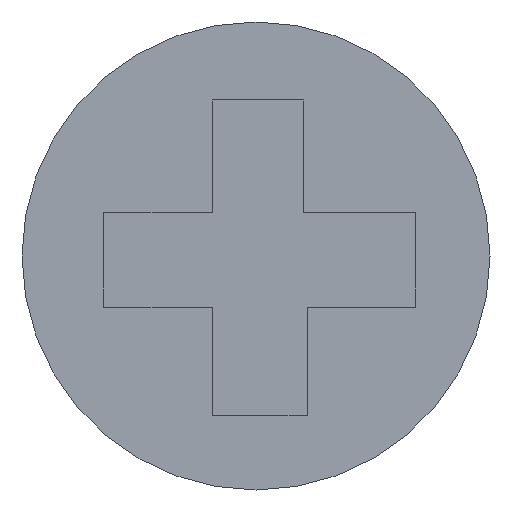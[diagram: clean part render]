
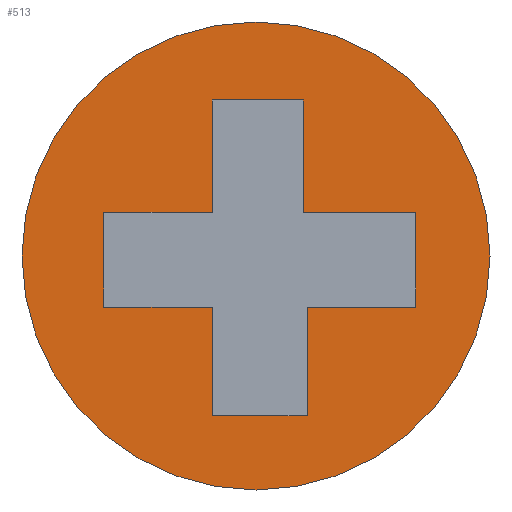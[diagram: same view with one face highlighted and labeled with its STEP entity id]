
A CAD part, front view. The second image highlights one B-rep face of the part: STEP entity #513.
In plain terms, the highlighted planar face has unit normal (0, -1, 0).
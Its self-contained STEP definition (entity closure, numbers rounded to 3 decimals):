
#166=CARTESIAN_POINT('POINT17',(0.371,-3.19,-3.975));
#167=VERTEX_POINT('VERTEX17',#166);
#168=CARTESIAN_POINT('POINT18',(0.371,-3.19,-3.885));
#169=VERTEX_POINT('VERTEX18',#168);
#170=CARTESIAN_POINT('POS20',(0.371,-3.19,-3.947));
#171=DIRECTION('DIR25',(0.,0.,1.));
#172=VECTOR('VEC15',#171,1.);
#173=LINE('STRAIGHT15',#170,#172);
#174=EDGE_CURVE('EDGE19',#167,#169,#173,.T.);
#197=CARTESIAN_POINT('POINT19',(0.284,-3.19,-3.975));
#198=VERTEX_POINT('VERTEX19',#197);
#199=CARTESIAN_POINT('POS24',(0.388,-3.19,-3.975));
#200=DIRECTION('DIR30',(1.,0.,0.));
#201=VECTOR('VEC18',#200,1.);
#202=LINE('STRAIGHT18',#199,#201);
#203=EDGE_CURVE('EDGE22',#198,#167,#202,.T.);
#221=CARTESIAN_POINT('POINT20',(0.284,-3.19,-4.051));
#222=VERTEX_POINT('VERTEX20',#221);
#223=CARTESIAN_POINT('POS27',(0.284,-3.19,-3.992));
#224=DIRECTION('DIR34',(0.,0.,1.));
#225=VECTOR('VEC20',#224,1.);
#226=LINE('STRAIGHT20',#223,#225);
#227=EDGE_CURVE('EDGE24',#222,#198,#226,.T.);
#245=CARTESIAN_POINT('POINT21',(0.371,-3.19,-4.051));
#246=VERTEX_POINT('VERTEX21',#245);
#247=CARTESIAN_POINT('POS30',(0.345,-3.19,-4.051));
#248=DIRECTION('DIR38',(-1.,0.,0.));
#249=VECTOR('VEC22',#248,1.);
#250=LINE('STRAIGHT22',#247,#249);
#251=EDGE_CURVE('EDGE26',#246,#222,#250,.T.);
#269=CARTESIAN_POINT('POINT22',(0.371,-3.19,-4.138));
#270=VERTEX_POINT('VERTEX22',#269);
#271=CARTESIAN_POINT('POS33',(0.371,-3.19,-4.03));
#272=DIRECTION('DIR42',(0.,0.,1.));
#273=VECTOR('VEC24',#272,1.);
#274=LINE('STRAIGHT24',#271,#273);
#275=EDGE_CURVE('EDGE28',#270,#246,#274,.T.);
#293=CARTESIAN_POINT('POINT23',(0.447,-3.19,-4.138));
#294=VERTEX_POINT('VERTEX23',#293);
#295=CARTESIAN_POINT('POS36',(0.388,-3.19,-4.138));
#296=DIRECTION('DIR46',(-1.,0.,0.));
#297=VECTOR('VEC26',#296,1.);
#298=LINE('STRAIGHT26',#295,#297);
#299=EDGE_CURVE('EDGE30',#294,#270,#298,.T.);
#317=CARTESIAN_POINT('POINT24',(0.447,-3.19,-4.051));
#318=VERTEX_POINT('VERTEX24',#317);
#319=CARTESIAN_POINT('POS39',(0.447,-3.19,-4.074));
#320=DIRECTION('DIR50',(0.,0.,-1.));
#321=VECTOR('VEC28',#320,1.);
#322=LINE('STRAIGHT28',#319,#321);
#323=EDGE_CURVE('EDGE32',#318,#294,#322,.T.);
#341=CARTESIAN_POINT('POINT25',(0.534,-3.19,-4.051));
#342=VERTEX_POINT('VERTEX25',#341);
#343=CARTESIAN_POINT('POS42',(0.426,-3.19,-4.051));
#344=DIRECTION('DIR54',(-1.,0.,0.));
#345=VECTOR('VEC30',#344,1.);
#346=LINE('STRAIGHT30',#343,#345);
#347=EDGE_CURVE('EDGE34',#342,#318,#346,.T.);
#365=CARTESIAN_POINT('POINT26',(0.534,-3.19,-3.975));
#366=VERTEX_POINT('VERTEX26',#365);
#367=CARTESIAN_POINT('POS45',(0.534,-3.19,-4.03));
#368=DIRECTION('DIR58',(0.,0.,-1.));
#369=VECTOR('VEC32',#368,1.);
#370=LINE('STRAIGHT32',#367,#369);
#371=EDGE_CURVE('EDGE36',#366,#342,#370,.T.);
#389=CARTESIAN_POINT('POINT27',(0.444,-3.19,-3.975));
#390=VERTEX_POINT('VERTEX27',#389);
#391=CARTESIAN_POINT('POS48',(0.47,-3.19,-3.975));
#392=DIRECTION('DIR62',(1.,0.,0.));
#393=VECTOR('VEC34',#392,1.);
#394=LINE('STRAIGHT34',#391,#393);
#395=EDGE_CURVE('EDGE38',#390,#366,#394,.T.);
#413=CARTESIAN_POINT('POINT28',(0.444,-3.19,-3.885));
#414=VERTEX_POINT('VERTEX28',#413);
#415=CARTESIAN_POINT('POS51',(0.444,-3.19,-3.992));
#416=DIRECTION('DIR66',(0.,0.,-1.));
#417=VECTOR('VEC36',#416,1.);
#418=LINE('STRAIGHT36',#415,#417);
#419=EDGE_CURVE('EDGE40',#414,#390,#418,.T.);
#437=CARTESIAN_POINT('POS54',(0.425,-3.19,-3.885));
#438=DIRECTION('DIR70',(1.,0.,0.));
#439=VECTOR('VEC38',#438,1.);
#440=LINE('STRAIGHT38',#437,#439);
#441=EDGE_CURVE('EDGE42',#169,#414,#440,.T.);
#479=ORIENTED_EDGE('COEDGE75',*,*,#441,.T.);
#480=ORIENTED_EDGE('COEDGE76',*,*,#419,.T.);
#481=ORIENTED_EDGE('COEDGE77',*,*,#395,.T.);
#482=ORIENTED_EDGE('COEDGE78',*,*,#371,.T.);
#483=ORIENTED_EDGE('COEDGE79',*,*,#347,.T.);
#484=ORIENTED_EDGE('COEDGE80',*,*,#323,.T.);
#485=ORIENTED_EDGE('COEDGE81',*,*,#299,.T.);
#486=ORIENTED_EDGE('COEDGE82',*,*,#275,.T.);
#487=ORIENTED_EDGE('COEDGE83',*,*,#251,.T.);
#488=ORIENTED_EDGE('COEDGE84',*,*,#227,.T.);
#489=ORIENTED_EDGE('COEDGE85',*,*,#203,.T.);
#490=ORIENTED_EDGE('COEDGE86',*,*,#174,.T.);
#491=EDGE_LOOP('NONE',(#479,#480,#481,#482,#483,#484,#485,#486,#487,#488
   ,#489,#490));
#492=FACE_BOUND('LOOP1',#491,.T.);
#493=CARTESIAN_POINT('POINT31',(0.406,-3.19,-3.822));
#494=VERTEX_POINT('VERTEX31',#493);
#495=CARTESIAN_POINT('POINT32',(0.406,-3.19,-4.197));
#496=VERTEX_POINT('VERTEX32',#495);
#497=CARTESIAN_POINT('POS58',(0.406,-3.19,-4.01));
#498=DIRECTION('DIR77',(0.,-1.,0.));
#499=DIRECTION('DIR78',(0.,0.,1.));
#500=AXIS2_PLACEMENT_3D('AXIS20',#497,#498,#499);
#501=CIRCLE('ELLIPSE4',#500,0.188);
#502=EDGE_CURVE('EDGE45',#494,#496,#501,.T.);
#503=ORIENTED_EDGE('COEDGE87',*,*,#502,.T.);
#504=EDGE_CURVE('EDGE46',#496,#494,#501,.T.);
#505=ORIENTED_EDGE('COEDGE88',*,*,#504,.T.);
#506=EDGE_LOOP('NONE',(#503,#505));
#507=FACE_BOUND('LOOP1',#506,.T.);
#508=CARTESIAN_POINT('POS59',(0.406,-3.19,-4.01));
#509=DIRECTION('DIR79',(0.,-1.,0.));
#510=DIRECTION('DIR80',(1.,0.,0.));
#511=AXIS2_PLACEMENT_3D('AXIS21',#508,#509,#510);
#512=PLANE('PLANE16',#511);
#513=ADVANCED_FACE('FACE18',(#492,#507),#512,.T.);
